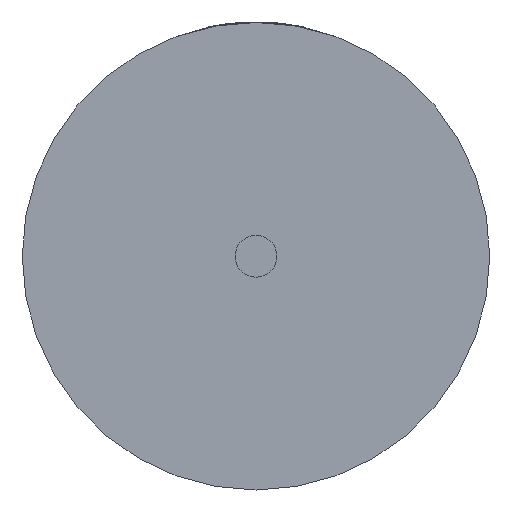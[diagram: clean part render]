
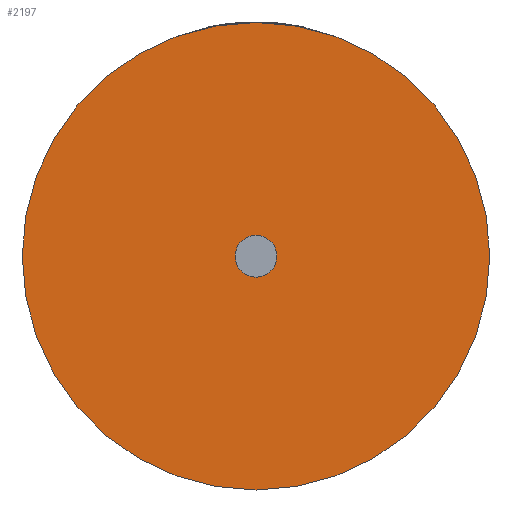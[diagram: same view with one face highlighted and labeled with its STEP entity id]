
A CAD part, front view. The second image highlights one B-rep face of the part: STEP entity #2197.
In plain terms, the highlighted planar face has unit normal (0, -1, 0).
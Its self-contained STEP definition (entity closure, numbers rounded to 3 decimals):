
#5 = ORIENTED_EDGE ( 'NONE', *, *, #2040, .T. ) ;
#32 = DIRECTION ( 'NONE',  ( 0., 1., 0. ) ) ;
#86 = CIRCLE ( 'NONE', #655, 4.75 ) ;
#96 = VERTEX_POINT ( 'NONE', #3303 ) ;
#122 = CARTESIAN_POINT ( 'NONE',  ( 0., 0., 4.75 ) ) ;
#232 = DIRECTION ( 'NONE',  ( 0., 0., 1. ) ) ;
#249 = DIRECTION ( 'NONE',  ( 0., 1., 0. ) ) ;
#319 = AXIS2_PLACEMENT_3D ( 'NONE', #3190, #1825, #1489 ) ;
#422 = EDGE_CURVE ( 'NONE', #96, #1232, #2952, .T. ) ;
#454 = EDGE_LOOP ( 'NONE', ( #845, #2743 ) ) ;
#499 = AXIS2_PLACEMENT_3D ( 'NONE', #1635, #249, #1898 ) ;
#655 = AXIS2_PLACEMENT_3D ( 'NONE', #2320, #1218, #3484 ) ;
#845 = ORIENTED_EDGE ( 'NONE', *, *, #1769, .F. ) ;
#933 = VERTEX_POINT ( 'NONE', #122 ) ;
#983 = CIRCLE ( 'NONE', #2966, 4.75 ) ;
#1137 = EDGE_LOOP ( 'NONE', ( #1958, #5 ) ) ;
#1218 = DIRECTION ( 'NONE',  ( 0., 1., 0. ) ) ;
#1232 = VERTEX_POINT ( 'NONE', #2545 ) ;
#1420 = CARTESIAN_POINT ( 'NONE',  ( 0., 0., -4.75 ) ) ;
#1489 = DIRECTION ( 'NONE',  ( 0., 0., 1. ) ) ;
#1518 = FACE_BOUND ( 'NONE', #1137, .T. ) ;
#1616 = DIRECTION ( 'NONE',  ( 0., 1., 0. ) ) ;
#1635 = CARTESIAN_POINT ( 'NONE',  ( 0., 0., 0. ) ) ;
#1769 = EDGE_CURVE ( 'NONE', #3579, #933, #983, .T. ) ;
#1825 = DIRECTION ( 'NONE',  ( 0., 1., 0. ) ) ;
#1898 = DIRECTION ( 'NONE',  ( 0., 0., 1. ) ) ;
#1958 = ORIENTED_EDGE ( 'NONE', *, *, #422, .T. ) ;
#2040 = EDGE_CURVE ( 'NONE', #1232, #96, #2704, .T. ) ;
#2197 = ADVANCED_FACE ( 'NONE', ( #1518, #2315 ), #2770, .F. ) ;
#2315 = FACE_OUTER_BOUND ( 'NONE', #454, .T. ) ;
#2320 = CARTESIAN_POINT ( 'NONE',  ( 0., 0., 0. ) ) ;
#2441 = CARTESIAN_POINT ( 'NONE',  ( 0., 0., 0. ) ) ;
#2531 = EDGE_CURVE ( 'NONE', #933, #3579, #86, .T. ) ;
#2545 = CARTESIAN_POINT ( 'NONE',  ( 0., 0., -0.425 ) ) ;
#2590 = DIRECTION ( 'NONE',  ( 0., 0., 1. ) ) ;
#2704 = CIRCLE ( 'NONE', #3315, 0.425 ) ;
#2743 = ORIENTED_EDGE ( 'NONE', *, *, #2531, .F. ) ;
#2770 = PLANE ( 'NONE',  #499 ) ;
#2952 = CIRCLE ( 'NONE', #319, 0.425 ) ;
#2966 = AXIS2_PLACEMENT_3D ( 'NONE', #2441, #1616, #232 ) ;
#3141 = CARTESIAN_POINT ( 'NONE',  ( 0., 0., 0. ) ) ;
#3190 = CARTESIAN_POINT ( 'NONE',  ( 0., 0., 0. ) ) ;
#3303 = CARTESIAN_POINT ( 'NONE',  ( 0., 0., 0.425 ) ) ;
#3315 = AXIS2_PLACEMENT_3D ( 'NONE', #3141, #32, #2590 ) ;
#3484 = DIRECTION ( 'NONE',  ( 0., 0., 1. ) ) ;
#3579 = VERTEX_POINT ( 'NONE', #1420 ) ;
